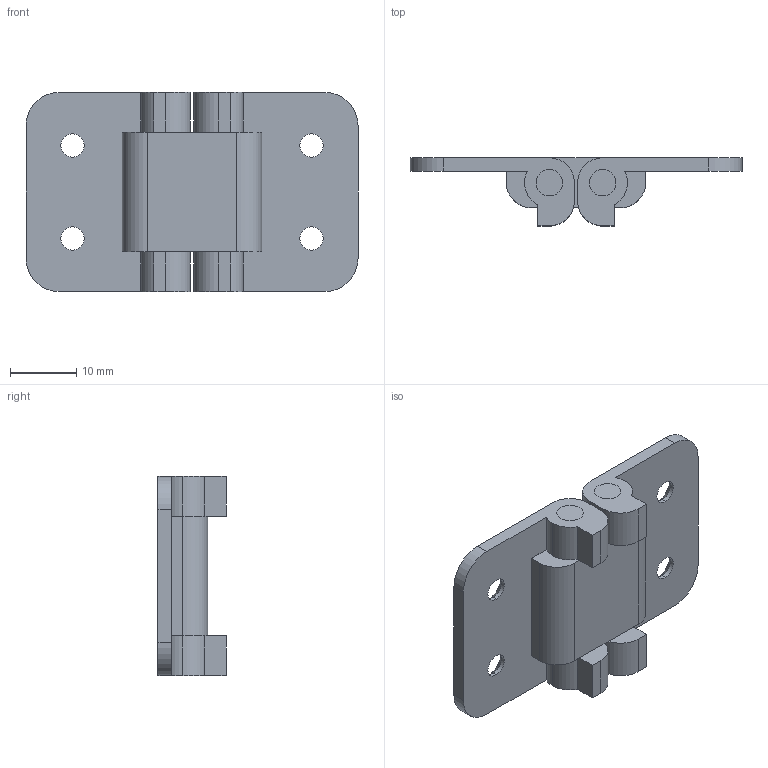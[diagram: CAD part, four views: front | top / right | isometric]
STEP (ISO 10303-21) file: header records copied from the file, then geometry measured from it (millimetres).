
FILE_DESCRIPTION (( 'STEP AP203' ), '1' );
FILE_NAME ('B-210-2.STEP', '2012-02-14T01:22:31', ( '' ), ( '' ), 'SwSTEP 2.0', 'SolidWorks 2011', '' );
FILE_SCHEMA (( 'CONFIG_CONTROL_DESIGN' ));
Length unit declared in the file: millimetre
Products named in the file (4): B-210-2ヒンジ_; B-210-2シャフト_; B-210-2ストッパー_; B-210-2
Assembly tree (5 placements, depth 2):
  B-210-2
    B-210-2ヒンジ_  x2
    B-210-2ストッパー_
    B-210-2シャフト_  x2
Bounding box: 50 x 10.25 x 30 mm (x, y, z)
Volume: 5835.4 mm3; surface area: 6122.1 mm2
Topology: 5 solids, 5 shells, 96 faces, 250 edges, 164 vertices
Faces by surface type: cylinder 46, plane 42, cone 8
Entity records: 2236 total; most frequent: DIRECTION 330, CARTESIAN_POINT 306, ORIENTED_EDGE 292, EDGE_CURVE 146, AXIS2_PLACEMENT_3D 120, VERTEX_POINT 96, VECTOR 90, LINE 90
